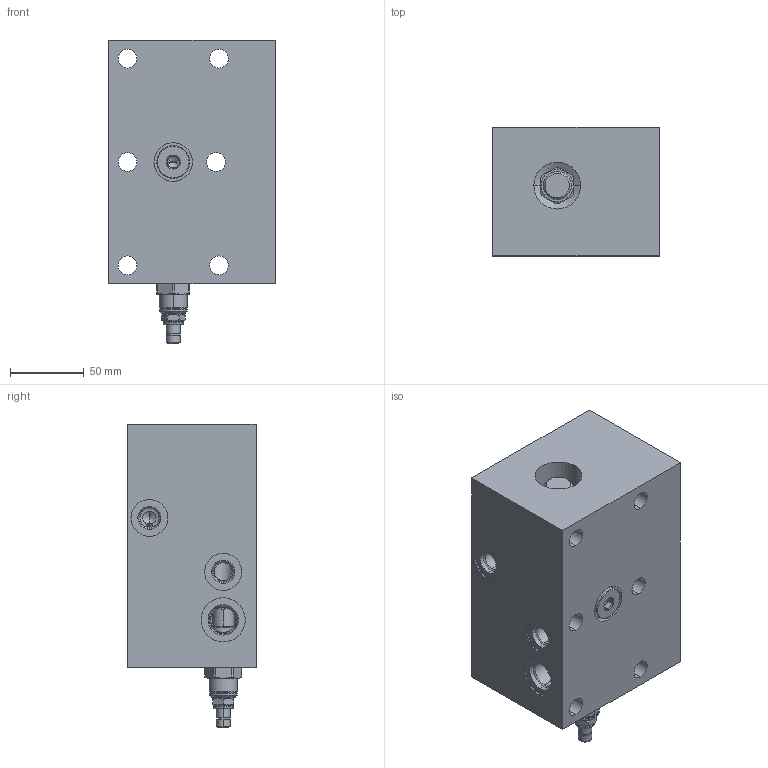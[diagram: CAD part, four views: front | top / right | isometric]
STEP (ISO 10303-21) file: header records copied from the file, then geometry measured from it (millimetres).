
FILE_DESCRIPTION((''),'2;1');
FILE_NAME('XRDELANA3_ASM','2019-11-06T',('ProEService'),(''),'PRO/ENGINEER BY PARAMETRIC TECHNOLOGY CORPORATION, 2014200','PRO/ENGINEER BY PARAMETRIC TECHNOLOGY CORPORATION, 2014200','');
FILE_SCHEMA(('CONFIG_CONTROL_DESIGN'));
Length unit declared in the file: inch
Products named in the file (5): 152-728-001; RPECLAN; A330-006-008; DSCHXHN; XRDELANA3_ASM
Assembly tree (4 placements, depth 2):
  XRDELANA3_ASM
    152-728-001
    RPECLAN
    A330-006-008
    DSCHXHN
Bounding box: 112.73 x 87.88 x 205.69 mm (x, y, z)
Volume: 1445832.2 mm3; surface area: 165013.1 mm2
Topology: 10 solids, 13 shells, 936 faces, 2549 edges, 1871 vertices
Faces by surface type: cylinder 411, cone 210, plane 160, torus 131, revolution 22, sphere 2
Entity records: 35369 total; most frequent: CARTESIAN_POINT 11613, DIRECTION 5243, ORIENTED_EDGE 4324, EDGE_CURVE 2162, AXIS2_PLACEMENT_3D 2076, VERTEX_POINT 1345, CIRCLE 1143, EDGE_LOOP 1123
